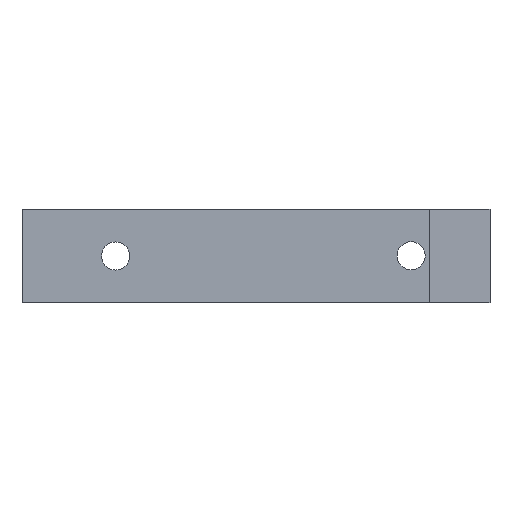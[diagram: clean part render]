
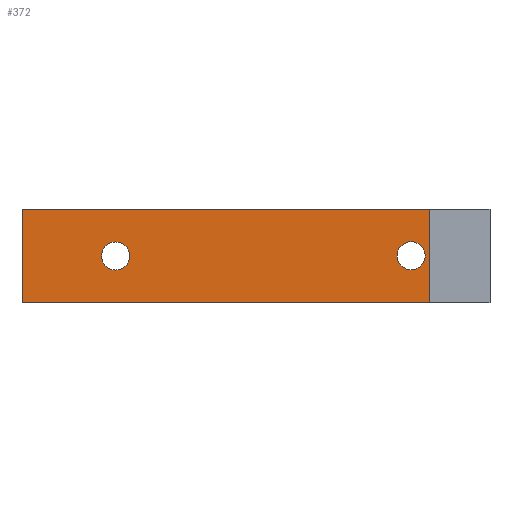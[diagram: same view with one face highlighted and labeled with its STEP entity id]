
A CAD part, front view. The second image highlights one B-rep face of the part: STEP entity #372.
In plain terms, the highlighted planar face has unit normal (0, -1, 0).
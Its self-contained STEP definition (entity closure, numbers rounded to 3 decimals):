
#15=FACE_BOUND('',#68,.T.);
#16=FACE_BOUND('',#69,.T.);
#28=PLANE('',#410);
#47=FACE_OUTER_BOUND('',#67,.T.);
#67=EDGE_LOOP('',(#300,#301,#302,#303));
#68=EDGE_LOOP('',(#304));
#69=EDGE_LOOP('',(#305));
#103=LINE('',#572,#147);
#110=LINE('',#585,#154);
#111=LINE('',#588,#155);
#112=LINE('',#589,#156);
#147=VECTOR('',#466,10.);
#154=VECTOR('',#477,10.);
#155=VECTOR('',#480,10.);
#156=VECTOR('',#481,10.);
#173=CIRCLE('',#399,1.5);
#175=CIRCLE('',#402,1.5);
#179=VERTEX_POINT('',#525);
#181=VERTEX_POINT('',#531);
#196=VERTEX_POINT('',#569);
#197=VERTEX_POINT('',#571);
#201=VERTEX_POINT('',#583);
#202=VERTEX_POINT('',#587);
#212=EDGE_CURVE('',#179,#179,#173,.T.);
#215=EDGE_CURVE('',#181,#181,#175,.T.);
#233=EDGE_CURVE('',#196,#197,#103,.T.);
#240=EDGE_CURVE('',#196,#201,#110,.T.);
#241=EDGE_CURVE('',#202,#201,#111,.T.);
#242=EDGE_CURVE('',#197,#202,#112,.T.);
#300=ORIENTED_EDGE('',*,*,#240,.T.);
#301=ORIENTED_EDGE('',*,*,#241,.F.);
#302=ORIENTED_EDGE('',*,*,#242,.F.);
#303=ORIENTED_EDGE('',*,*,#233,.F.);
#304=ORIENTED_EDGE('',*,*,#212,.T.);
#305=ORIENTED_EDGE('',*,*,#215,.T.);
#372=ADVANCED_FACE('',(#47,#15,#16),#28,.T.);
#399=AXIS2_PLACEMENT_3D('',#527,#430,#431);
#402=AXIS2_PLACEMENT_3D('',#533,#437,#438);
#410=AXIS2_PLACEMENT_3D('',#586,#478,#479);
#430=DIRECTION('center_axis',(0.,1.,0.));
#431=DIRECTION('ref_axis',(0.,0.,1.));
#437=DIRECTION('center_axis',(0.,1.,0.));
#438=DIRECTION('ref_axis',(0.,0.,1.));
#466=DIRECTION('',(-1.,0.,0.));
#477=DIRECTION('',(0.,0.,1.));
#478=DIRECTION('center_axis',(0.,-1.,0.));
#479=DIRECTION('ref_axis',(1.,0.,0.));
#480=DIRECTION('',(1.,0.,0.));
#481=DIRECTION('',(0.,0.,1.));
#525=CARTESIAN_POINT('',(18.058,0.,-1.48));
#527=CARTESIAN_POINT('Origin',(18.058,0.,0.02));
#531=CARTESIAN_POINT('',(-13.51,0.,-1.5));
#533=CARTESIAN_POINT('Origin',(-13.51,0.,
0.));
#569=CARTESIAN_POINT('',(20.,0.,-5.));
#571=CARTESIAN_POINT('',(-23.492,0.,-5.));
#572=CARTESIAN_POINT('',(0.,0.,-5.));
#583=CARTESIAN_POINT('',(20.,0.,5.));
#585=CARTESIAN_POINT('',(20.,0.,0.));
#586=CARTESIAN_POINT('Origin',(-23.492,0.,
0.));
#587=CARTESIAN_POINT('',(-23.492,0.,5.));
#588=CARTESIAN_POINT('',(0.,0.,5.));
#589=CARTESIAN_POINT('',(-23.492,0.,0.));
